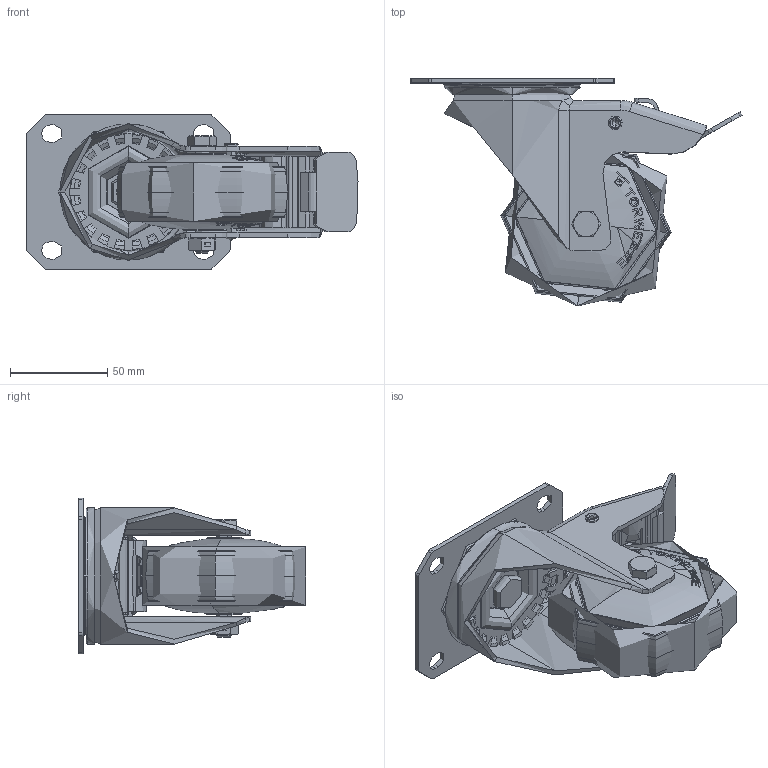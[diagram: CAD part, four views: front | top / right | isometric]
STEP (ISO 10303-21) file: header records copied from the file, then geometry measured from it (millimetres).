
FILE_DESCRIPTION (( 'STEP AP214' ), '1' );
FILE_NAME ('0055759.step', '2023-10-13T08:36:58', ( '' ), ( '' ), 'SwSTEP 2.0', 'SolidWorks 2020', '' );
FILE_SCHEMA (( 'AUTOMOTIVE_DESIGN' ));
Length unit declared in the file: millimetre
Products named in the file (1): 0055759
Bounding box: 170.63 x 117.02 x 80 mm (x, y, z)
Volume: 251366.4 mm3; surface area: 156492.9 mm2
Topology: 13 solids, 13 shells, 1424 faces, 3575 edges, 2225 vertices
Faces by surface type: bspline 378, plane 352, torus 283, cylinder 267, cone 142, sphere 2
Entity records: 80398 total; most frequent: CARTESIAN_POINT 33981, ORIENTED_EDGE 7144, DIRECTION 5153, EDGE_CURVE 3572, VERTEX_POINT 2225, AXIS2_PLACEMENT_3D 2095, B_SPLINE_CURVE_WITH_KNOTS 1546, EDGE_LOOP 1519
